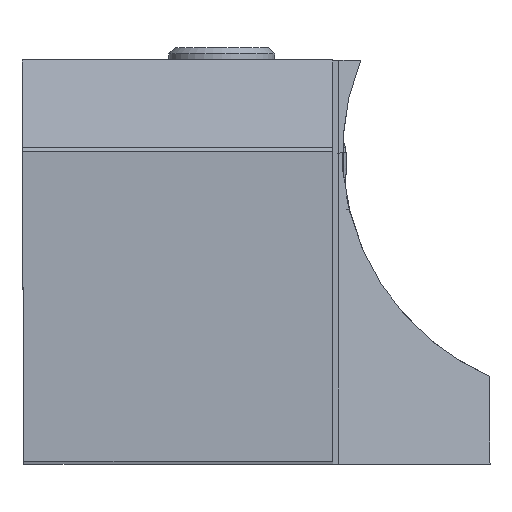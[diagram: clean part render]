
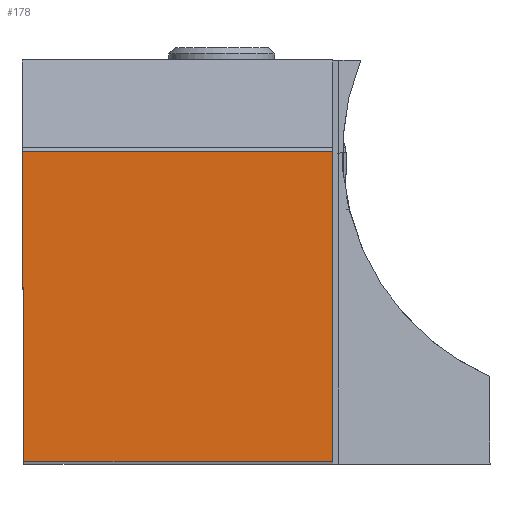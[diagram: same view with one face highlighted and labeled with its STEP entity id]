
A CAD part, top view. The second image highlights one B-rep face of the part: STEP entity #178.
In plain terms, the highlighted planar face has unit normal (0, 0, 1).
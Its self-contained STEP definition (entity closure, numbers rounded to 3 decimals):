
#178=ADVANCED_FACE('BLANK_BOXF006',(#287),#228,.F.);
#228=PLANE('',#1378);
#287=FACE_OUTER_BOUND('',#348,.T.);
#348=EDGE_LOOP('',(#604,#605,#606,#607));
#604=ORIENTED_EDGE('',*,*,#958,.T.);
#605=ORIENTED_EDGE('',*,*,#959,.T.);
#606=ORIENTED_EDGE('',*,*,#960,.T.);
#607=ORIENTED_EDGE('',*,*,#953,.T.);
#804=VERTEX_POINT('',#2347);
#805=VERTEX_POINT('',#2349);
#807=VERTEX_POINT('',#2358);
#808=VERTEX_POINT('',#2360);
#953=EDGE_CURVE('',#805,#804,#1077,.T.);
#958=EDGE_CURVE('',#804,#807,#1082,.T.);
#959=EDGE_CURVE('',#807,#808,#1083,.T.);
#960=EDGE_CURVE('',#808,#805,#1084,.T.);
#1077=LINE('',#2348,#1199);
#1082=LINE('',#2357,#1204);
#1083=LINE('',#2359,#1205);
#1084=LINE('',#2361,#1206);
#1199=VECTOR('',#1617,1.);
#1204=VECTOR('',#1626,1.);
#1205=VECTOR('',#1627,1.);
#1206=VECTOR('',#1628,1.);
#1378=AXIS2_PLACEMENT_3D('',#2362,#1629,#1630);
#1617=DIRECTION('',(1.,0.,0.));
#1626=DIRECTION('',(0.,1.,0.));
#1627=DIRECTION('',(-1.,0.,0.));
#1628=DIRECTION('',(0.004,-1.,0.));
#1629=DIRECTION('',(0.,0.,-1.));
#1630=DIRECTION('',(0.,-1.,0.));
#2347=CARTESIAN_POINT('',(24.875,0.,0.));
#2348=CARTESIAN_POINT('',(-150.55,0.,0.));
#2349=CARTESIAN_POINT('',(0.109,0.,0.));
#2357=CARTESIAN_POINT('',(24.875,-150.55,0.));
#2358=CARTESIAN_POINT('',(24.875,24.875,0.));
#2359=CARTESIAN_POINT('',(150.55,24.875,0.));
#2360=CARTESIAN_POINT('',(0.,24.875,0.));
#2361=CARTESIAN_POINT('',(-0.548,150.549,0.));
#2362=CARTESIAN_POINT('',(37.5,-5.,0.));
